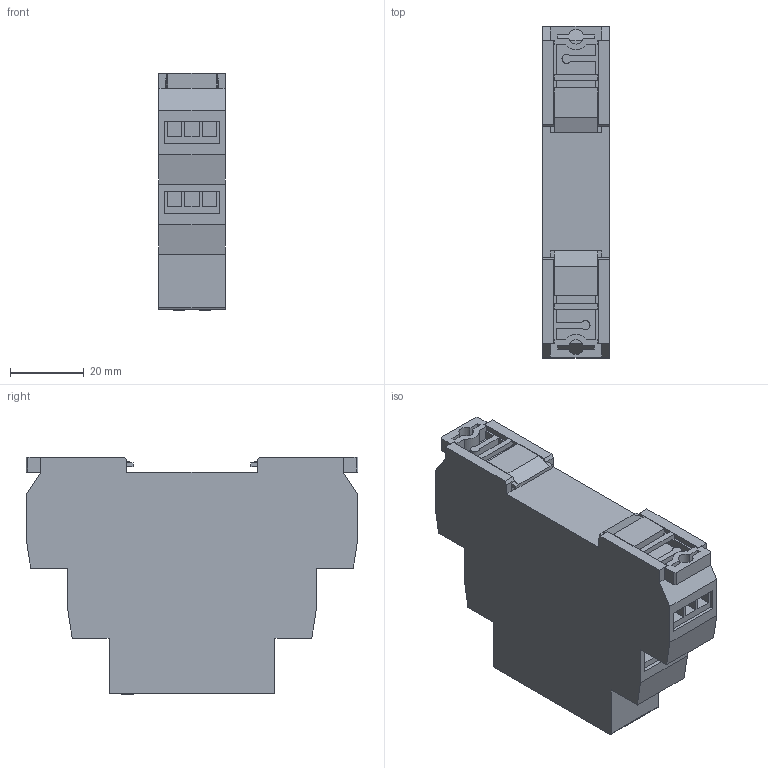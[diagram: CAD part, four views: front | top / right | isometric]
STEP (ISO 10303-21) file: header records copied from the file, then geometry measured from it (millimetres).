
FILE_DESCRIPTION (( 'STEP AP214' ), '1' );
FILE_NAME ('ORF-04-220-460VAC Ðåëå ôàç ORF 04. 3ô 220-460 Â AC IEK.STEP', '2021-12-09T08:15:30', ( '' ), ( '' ), 'SwSTEP 2.0', 'SolidWorks 2017', '' );
FILE_SCHEMA (( 'AUTOMOTIVE_DESIGN' ));
Length unit declared in the file: millimetre
Products named in the file (1): ORF-04-220-460VAC Ðåëå ôàç ORF 04. 3ô 220-460 Â AC IEK
Bounding box: 18 x 90 x 64.3 mm (x, y, z)
Volume: 75987 mm3; surface area: 18828.6 mm2
Topology: 1 solids, 2 shells, 808 faces, 2182 edges, 1424 vertices
Faces by surface type: plane 683, bspline 68, cylinder 57
Entity records: 28734 total; most frequent: CARTESIAN_POINT 8691, ORIENTED_EDGE 4364, DIRECTION 3708, EDGE_CURVE 2182, VECTOR 1866, LINE 1866, VERTEX_POINT 1424, AXIS2_PLACEMENT_3D 921
